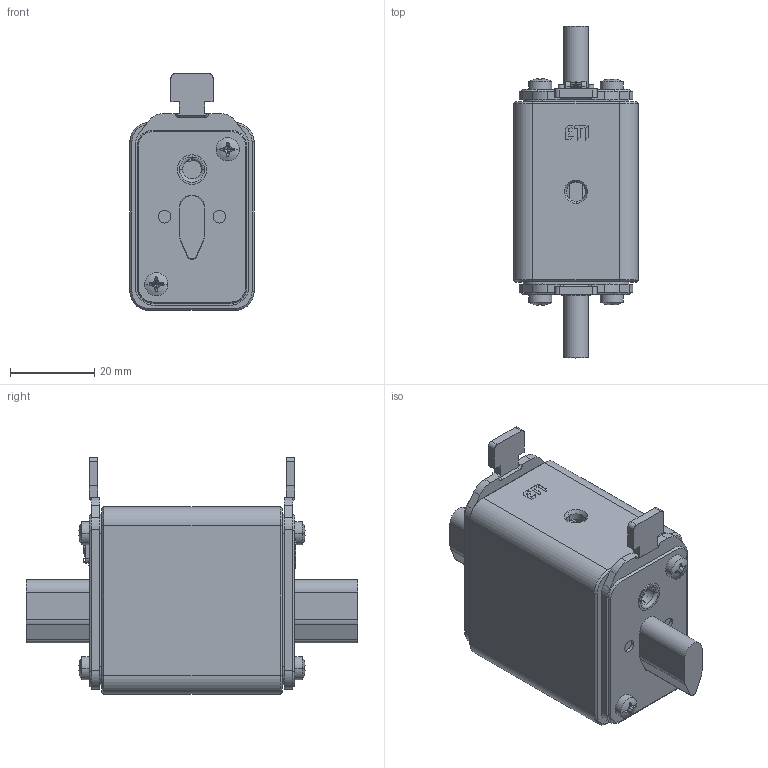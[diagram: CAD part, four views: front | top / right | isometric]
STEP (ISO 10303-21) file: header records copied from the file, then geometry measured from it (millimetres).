
FILE_DESCRIPTION((''),'2;1');
FILE_NAME('NV00_ETI','2018-01-24T',('matic.bajda'),('Audax d.o.o.'),'CREO PARAMETRIC BY PTC INC, 2016260','CREO PARAMETRIC BY PTC INC, 2016260','');
FILE_SCHEMA(('AUTOMOTIVE_DESIGN { 1 0 10303 214 1 1 1 1 }'));
Length unit declared in the file: millimetre
Products named in the file (1): NV00_ETI
Bounding box: 29.5 x 78.8 x 56.25 mm (x, y, z)
Volume: 63204.6 mm3; surface area: 18457.6 mm2
Topology: 3 solids, 15 shells, 712 faces, 1787 edges, 1112 vertices
Faces by surface type: plane 394, cylinder 213, cone 54, bspline 24, torus 19, sphere 8
Entity records: 24359 total; most frequent: CARTESIAN_POINT 6612, DIRECTION 3775, ORIENTED_EDGE 3510, EDGE_CURVE 1771, AXIS2_PLACEMENT_3D 1347, VERTEX_POINT 1188, VECTOR 1081, LINE 1081
